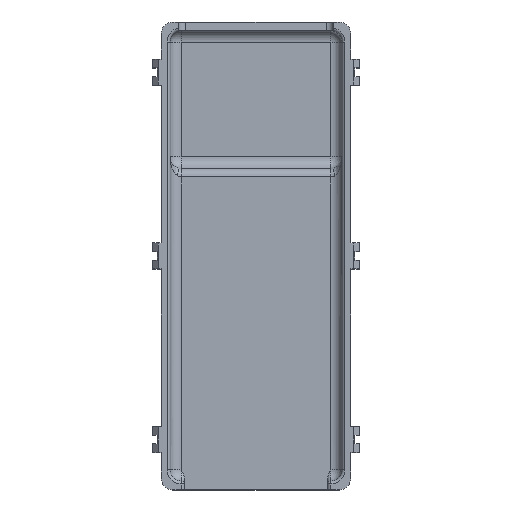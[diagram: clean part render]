
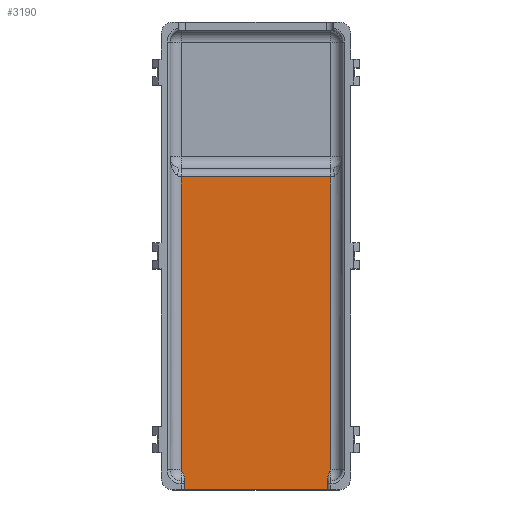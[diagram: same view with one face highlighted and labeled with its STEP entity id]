
A CAD part, top view. The second image highlights one B-rep face of the part: STEP entity #3190.
In plain terms, the highlighted planar face has unit normal (0, 0, 1).
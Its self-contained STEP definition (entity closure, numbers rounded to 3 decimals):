
#35=B_SPLINE_CURVE_WITH_KNOTS('',3,(#4745,#4746,#4747,#4748),
 .UNSPECIFIED.,.F.,.F.,(4,4),(0.,0.303),.UNSPECIFIED.);
#36=B_SPLINE_CURVE_WITH_KNOTS('',3,(#4752,#4753,#4754,#4755),
 .UNSPECIFIED.,.F.,.F.,(4,4),(0.675,0.979),
 .UNSPECIFIED.);
#51=PLANE('',#3392);
#185=FACE_OUTER_BOUND('',#361,.T.);
#361=EDGE_LOOP('',(#2255,#2256,#2257,#2258,#2259,#2260,#2261,#2262));
#604=LINE('',#4532,#1002);
#635=LINE('',#4733,#1033);
#637=LINE('',#4737,#1035);
#639=LINE('',#4743,#1037);
#640=LINE('',#4749,#1038);
#641=LINE('',#4751,#1039);
#1002=VECTOR('',#3636,10.);
#1033=VECTOR('',#3693,10.);
#1035=VECTOR('',#3697,10.);
#1037=VECTOR('',#3703,10.);
#1038=VECTOR('',#3704,10.);
#1039=VECTOR('',#3705,10.);
#1402=VERTEX_POINT('',#4529);
#1403=VERTEX_POINT('',#4531);
#1439=VERTEX_POINT('',#4655);
#1443=VERTEX_POINT('',#4721);
#1445=VERTEX_POINT('',#4736);
#1447=VERTEX_POINT('',#4742);
#1448=VERTEX_POINT('',#4744);
#1449=VERTEX_POINT('',#4750);
#1713=EDGE_CURVE('',#1402,#1403,#604,.T.);
#1759=EDGE_CURVE('',#1443,#1439,#635,.T.);
#1761=EDGE_CURVE('',#1445,#1439,#637,.T.);
#1764=EDGE_CURVE('',#1443,#1447,#639,.T.);
#1765=EDGE_CURVE('',#1448,#1447,#35,.F.);
#1766=EDGE_CURVE('',#1448,#1403,#640,.T.);
#1767=EDGE_CURVE('',#1449,#1402,#641,.T.);
#1768=EDGE_CURVE('',#1445,#1449,#36,.F.);
#2255=ORIENTED_EDGE('',*,*,#1759,.F.);
#2256=ORIENTED_EDGE('',*,*,#1764,.T.);
#2257=ORIENTED_EDGE('',*,*,#1765,.F.);
#2258=ORIENTED_EDGE('',*,*,#1766,.T.);
#2259=ORIENTED_EDGE('',*,*,#1713,.F.);
#2260=ORIENTED_EDGE('',*,*,#1767,.F.);
#2261=ORIENTED_EDGE('',*,*,#1768,.F.);
#2262=ORIENTED_EDGE('',*,*,#1761,.T.);
#3190=ADVANCED_FACE('',(#185),#51,.T.);
#3392=AXIS2_PLACEMENT_3D('',#4741,#3701,#3702);
#3636=DIRECTION('',(-1.,0.,0.));
#3693=DIRECTION('',(1.,0.,0.));
#3697=DIRECTION('',(0.,1.,0.));
#3701=DIRECTION('center_axis',(0.,0.,1.));
#3702=DIRECTION('ref_axis',(1.,0.,0.));
#3703=DIRECTION('',(0.,-1.,0.));
#3704=DIRECTION('',(0.,-1.,0.));
#3705=DIRECTION('',(0.,-1.,0.));
#4529=CARTESIAN_POINT('',(55.,-3.,6.5));
#4531=CARTESIAN_POINT('',(5.,-3.,6.5));
#4532=CARTESIAN_POINT('',(13.5,-3.,6.5));
#4655=CARTESIAN_POINT('',(56.,106.018,6.5));
#4721=CARTESIAN_POINT('',(4.,106.018,6.5));
#4733=CARTESIAN_POINT('',(45.,106.018,6.5));
#4736=CARTESIAN_POINT('',(56.,4.,6.5));
#4737=CARTESIAN_POINT('',(56.,27.25,6.5));
#4741=CARTESIAN_POINT('Origin',(30.,54.5,6.5));
#4742=CARTESIAN_POINT('',(4.,4.,6.5));
#4743=CARTESIAN_POINT('',(4.,105.75,6.5));
#4744=CARTESIAN_POINT('',(5.,1.,6.5));
#4745=CARTESIAN_POINT('Ctrl Pts',(4.,4.,6.5));
#4746=CARTESIAN_POINT('Ctrl Pts',(4.452,3.095,6.5));
#4747=CARTESIAN_POINT('Ctrl Pts',(5.,2.012,6.5));
#4748=CARTESIAN_POINT('Ctrl Pts',(5.,1.,6.5));
#4749=CARTESIAN_POINT('',(5.,0.,6.5));
#4750=CARTESIAN_POINT('',(55.,1.,6.5));
#4751=CARTESIAN_POINT('',(55.,0.,6.5));
#4752=CARTESIAN_POINT('Ctrl Pts',(55.,1.,6.5));
#4753=CARTESIAN_POINT('Ctrl Pts',(55.,2.012,6.5));
#4754=CARTESIAN_POINT('Ctrl Pts',(55.548,3.095,6.5));
#4755=CARTESIAN_POINT('Ctrl Pts',(56.,4.,6.5));
